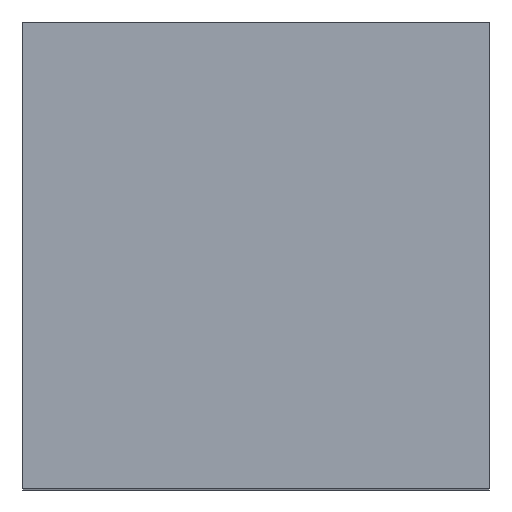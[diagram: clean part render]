
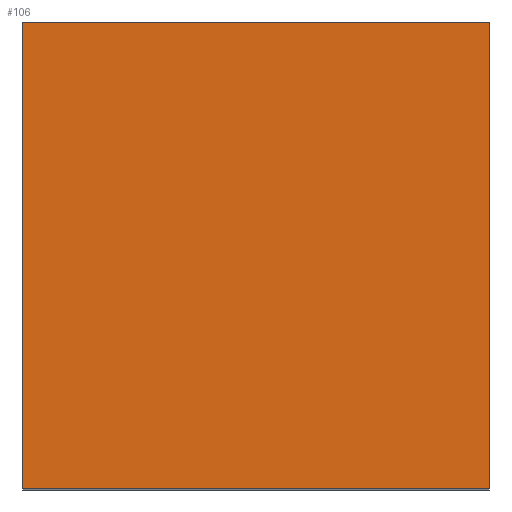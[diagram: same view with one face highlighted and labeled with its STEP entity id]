
A CAD part, top view. The second image highlights one B-rep face of the part: STEP entity #106.
In plain terms, the highlighted planar face has unit normal (0, 0, 1).
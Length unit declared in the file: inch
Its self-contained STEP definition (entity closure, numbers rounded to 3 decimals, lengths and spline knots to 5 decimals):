
#20=FACE_OUTER_BOUND('',#26,.T.);
#26=EDGE_LOOP('',(#91,#92,#93,#94));
#32=LINE('',#175,#44);
#34=LINE('',#179,#46);
#36=LINE('',#183,#48);
#38=LINE('',#186,#50);
#44=VECTOR('',#146,0.3937);
#46=VECTOR('',#150,0.3937);
#48=VECTOR('',#154,0.3937);
#50=VECTOR('',#158,0.3937);
#55=VERTEX_POINT('',#172);
#56=VERTEX_POINT('',#174);
#57=VERTEX_POINT('',#178);
#58=VERTEX_POINT('',#182);
#64=EDGE_CURVE('',#56,#55,#32,.T.);
#66=EDGE_CURVE('',#57,#56,#34,.T.);
#68=EDGE_CURVE('',#58,#57,#36,.T.);
#70=EDGE_CURVE('',#55,#58,#38,.T.);
#91=ORIENTED_EDGE('',*,*,#70,.T.);
#92=ORIENTED_EDGE('',*,*,#68,.T.);
#93=ORIENTED_EDGE('',*,*,#66,.T.);
#94=ORIENTED_EDGE('',*,*,#64,.T.);
#100=PLANE('',#134);
#106=ADVANCED_FACE('',(#20),#100,.T.);
#134=AXIS2_PLACEMENT_3D('',#187,#159,#160);
#146=DIRECTION('',(1.,0.,0.));
#150=DIRECTION('',(0.,-1.,0.));
#154=DIRECTION('',(-1.,0.,0.));
#158=DIRECTION('',(0.,1.,0.));
#159=DIRECTION('center_axis',(0.,0.,1.));
#160=DIRECTION('ref_axis',(1.,0.,0.));
#172=CARTESIAN_POINT('',(1.,-1.,1.75));
#174=CARTESIAN_POINT('',(-1.,-1.,1.75));
#175=CARTESIAN_POINT('',(-1.,-1.,1.75));
#178=CARTESIAN_POINT('',(-1.,1.,1.75));
#179=CARTESIAN_POINT('',(-1.,1.,1.75));
#182=CARTESIAN_POINT('',(1.,1.,1.75));
#183=CARTESIAN_POINT('',(1.,1.,1.75));
#186=CARTESIAN_POINT('',(1.,-1.,1.75));
#187=CARTESIAN_POINT('Origin',(0.,0.,1.75));
